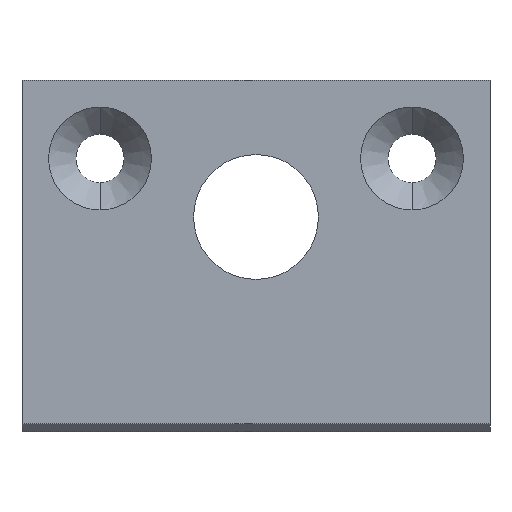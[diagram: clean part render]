
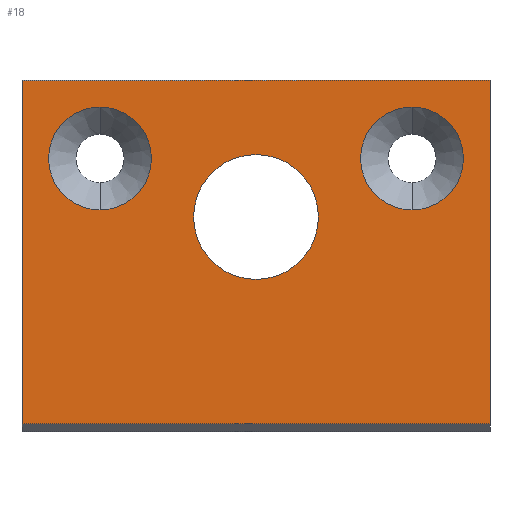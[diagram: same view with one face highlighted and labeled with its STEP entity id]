
A CAD part, front view. The second image highlights one B-rep face of the part: STEP entity #18.
In plain terms, the highlighted planar face has unit normal (0, -1, 0).
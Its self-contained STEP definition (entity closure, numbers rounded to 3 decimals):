
#15 = ORIENTED_EDGE ( 'NONE', *, *, #639, .F. ) ;
#18 = ADVANCED_FACE ( 'NONE', ( #216, #759, #150, #154 ), #468, .F. ) ;
#27 = EDGE_CURVE ( 'NONE', #781, #37, #689, .T. ) ;
#28 = CARTESIAN_POINT ( 'NONE',  ( -20., 0., 19.1 ) ) ;
#37 = VERTEX_POINT ( 'NONE', #276 ) ;
#42 = VECTOR ( 'NONE', #731, 1000. ) ;
#56 = LINE ( 'NONE', #549, #42 ) ;
#61 = CARTESIAN_POINT ( 'NONE',  ( 20., 0., 12.5 ) ) ;
#68 = DIRECTION ( 'NONE',  ( 0., 0., -1. ) ) ;
#71 = VERTEX_POINT ( 'NONE', #114 ) ;
#72 = DIRECTION ( 'NONE',  ( 1., 0., 0. ) ) ;
#76 = VERTEX_POINT ( 'NONE', #596 ) ;
#104 = CARTESIAN_POINT ( 'NONE',  ( 30., 0., -21.5 ) ) ;
#113 = ORIENTED_EDGE ( 'NONE', *, *, #488, .F. ) ;
#114 = CARTESIAN_POINT ( 'NONE',  ( 20., 0., 19.1 ) ) ;
#128 = EDGE_CURVE ( 'NONE', #575, #489, #313, .T. ) ;
#150 = FACE_OUTER_BOUND ( 'NONE', #474, .T. ) ;
#154 = FACE_BOUND ( 'NONE', #744, .T. ) ;
#157 = AXIS2_PLACEMENT_3D ( 'NONE', #391, #641, #397 ) ;
#163 = ORIENTED_EDGE ( 'NONE', *, *, #128, .F. ) ;
#167 = AXIS2_PLACEMENT_3D ( 'NONE', #623, #567, #196 ) ;
#172 = CARTESIAN_POINT ( 'NONE',  ( -20., 0., 5.9 ) ) ;
#178 = DIRECTION ( 'NONE',  ( 0., 0., -1. ) ) ;
#189 = CARTESIAN_POINT ( 'NONE',  ( -20., 0., 12.5 ) ) ;
#192 = DIRECTION ( 'NONE',  ( 0., 0., 1. ) ) ;
#196 = DIRECTION ( 'NONE',  ( 0., 0., -1. ) ) ;
#206 = CIRCLE ( 'NONE', #300, 8. ) ;
#213 = ORIENTED_EDGE ( 'NONE', *, *, #327, .T. ) ;
#216 = FACE_BOUND ( 'NONE', #267, .T. ) ;
#217 = CIRCLE ( 'NONE', #767, 6.6 ) ;
#235 = DIRECTION ( 'NONE',  ( 0., -1., 0. ) ) ;
#240 = VERTEX_POINT ( 'NONE', #28 ) ;
#243 = DIRECTION ( 'NONE',  ( 0., 1., 0. ) ) ;
#267 = EDGE_LOOP ( 'NONE', ( #15, #292 ) ) ;
#270 = ORIENTED_EDGE ( 'NONE', *, *, #27, .T. ) ;
#276 = CARTESIAN_POINT ( 'NONE',  ( 0., 0., 13. ) ) ;
#287 = DIRECTION ( 'NONE',  ( 0., 0., -1. ) ) ;
#292 = ORIENTED_EDGE ( 'NONE', *, *, #336, .F. ) ;
#300 = AXIS2_PLACEMENT_3D ( 'NONE', #564, #243, #192 ) ;
#304 = DIRECTION ( 'NONE',  ( 0., 0., -1. ) ) ;
#305 = VERTEX_POINT ( 'NONE', #678 ) ;
#313 = LINE ( 'NONE', #475, #676 ) ;
#319 = CARTESIAN_POINT ( 'NONE',  ( -30., 0., -22.5 ) ) ;
#321 = CARTESIAN_POINT ( 'NONE',  ( -30., 0., -21.5 ) ) ;
#327 = EDGE_CURVE ( 'NONE', #37, #781, #206, .T. ) ;
#334 = ORIENTED_EDGE ( 'NONE', *, *, #439, .T. ) ;
#336 = EDGE_CURVE ( 'NONE', #71, #76, #364, .T. ) ;
#364 = CIRCLE ( 'NONE', #541, 6.6 ) ;
#366 = CARTESIAN_POINT ( 'NONE',  ( 0., 0., -21.5 ) ) ;
#389 = ORIENTED_EDGE ( 'NONE', *, *, #515, .F. ) ;
#391 = CARTESIAN_POINT ( 'NONE',  ( 0., 0., 0. ) ) ;
#393 = CARTESIAN_POINT ( 'NONE',  ( 0., 0., 5. ) ) ;
#397 = DIRECTION ( 'NONE',  ( 0., 0., 1. ) ) ;
#398 = AXIS2_PLACEMENT_3D ( 'NONE', #189, #618, #178 ) ;
#435 = ORIENTED_EDGE ( 'NONE', *, *, #713, .F. ) ;
#436 = EDGE_CURVE ( 'NONE', #240, #783, #751, .T. ) ;
#439 = EDGE_CURVE ( 'NONE', #720, #489, #497, .T. ) ;
#468 = PLANE ( 'NONE',  #157 ) ;
#470 = ORIENTED_EDGE ( 'NONE', *, *, #436, .F. ) ;
#474 = EDGE_LOOP ( 'NONE', ( #435, #334, #163, #389 ) ) ;
#475 = CARTESIAN_POINT ( 'NONE',  ( 30., 0., -22.5 ) ) ;
#488 = EDGE_CURVE ( 'NONE', #783, #240, #217, .T. ) ;
#489 = VERTEX_POINT ( 'NONE', #104 ) ;
#497 = LINE ( 'NONE', #366, #703 ) ;
#502 = DIRECTION ( 'NONE',  ( 0., -1., 0. ) ) ;
#515 = EDGE_CURVE ( 'NONE', #305, #575, #56, .T. ) ;
#526 = DIRECTION ( 'NONE',  ( 0., 1., 0. ) ) ;
#538 = CARTESIAN_POINT ( 'NONE',  ( -20., 0., 12.5 ) ) ;
#541 = AXIS2_PLACEMENT_3D ( 'NONE', #61, #502, #68 ) ;
#549 = CARTESIAN_POINT ( 'NONE',  ( -30., 0., 22.5 ) ) ;
#564 = CARTESIAN_POINT ( 'NONE',  ( 0., 0., 5. ) ) ;
#565 = DIRECTION ( 'NONE',  ( 0., 0., 1. ) ) ;
#567 = DIRECTION ( 'NONE',  ( 0., -1., 0. ) ) ;
#569 = VECTOR ( 'NONE', #565, 1000. ) ;
#575 = VERTEX_POINT ( 'NONE', #615 ) ;
#596 = CARTESIAN_POINT ( 'NONE',  ( 20., 0., 5.9 ) ) ;
#609 = AXIS2_PLACEMENT_3D ( 'NONE', #393, #526, #706 ) ;
#615 = CARTESIAN_POINT ( 'NONE',  ( 30., 0., 22.5 ) ) ;
#618 = DIRECTION ( 'NONE',  ( 0., -1., 0. ) ) ;
#623 = CARTESIAN_POINT ( 'NONE',  ( 20., 0., 12.5 ) ) ;
#627 = LINE ( 'NONE', #319, #569 ) ;
#639 = EDGE_CURVE ( 'NONE', #76, #71, #757, .T. ) ;
#641 = DIRECTION ( 'NONE',  ( 0., 1., 0. ) ) ;
#676 = VECTOR ( 'NONE', #287, 1000. ) ;
#678 = CARTESIAN_POINT ( 'NONE',  ( -30., 0., 22.5 ) ) ;
#689 = CIRCLE ( 'NONE', #609, 8. ) ;
#703 = VECTOR ( 'NONE', #72, 1000. ) ;
#706 = DIRECTION ( 'NONE',  ( 0., 0., 1. ) ) ;
#713 = EDGE_CURVE ( 'NONE', #720, #305, #627, .T. ) ;
#720 = VERTEX_POINT ( 'NONE', #321 ) ;
#731 = DIRECTION ( 'NONE',  ( 1., 0., 0. ) ) ;
#744 = EDGE_LOOP ( 'NONE', ( #113, #470 ) ) ;
#751 = CIRCLE ( 'NONE', #398, 6.6 ) ;
#757 = CIRCLE ( 'NONE', #167, 6.6 ) ;
#759 = FACE_BOUND ( 'NONE', #764, .T. ) ;
#764 = EDGE_LOOP ( 'NONE', ( #270, #213 ) ) ;
#767 = AXIS2_PLACEMENT_3D ( 'NONE', #538, #235, #304 ) ;
#779 = CARTESIAN_POINT ( 'NONE',  ( 0., 0., -3. ) ) ;
#781 = VERTEX_POINT ( 'NONE', #779 ) ;
#783 = VERTEX_POINT ( 'NONE', #172 ) ;
